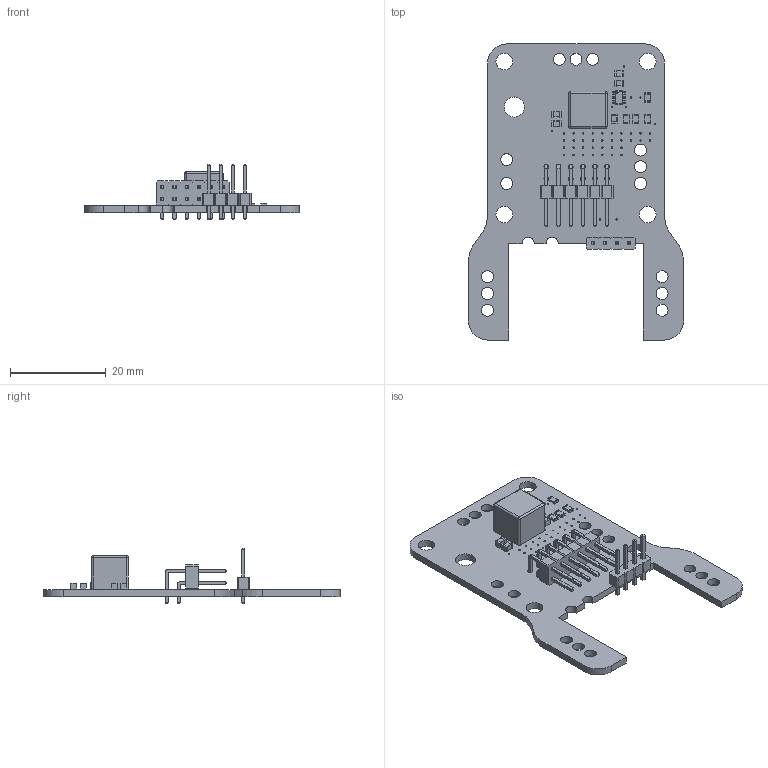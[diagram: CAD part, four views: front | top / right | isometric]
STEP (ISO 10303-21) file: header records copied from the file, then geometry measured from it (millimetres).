
FILE_DESCRIPTION(('KiCad electronic assembly'),'2;1');
FILE_NAME('PD_Board_v3.step','2025-11-02T18:51:34',('Pcbnew'),('Kicad'), 'Open CASCADE STEP processor 7.9','KiCad to STEP converter','Unknown' );
FILE_SCHEMA(('AUTOMOTIVE_DESIGN { 1 0 10303 214 1 1 1 1 }'));
Length unit declared in the file: millimetre
Products named in the file (8): PD_Board_v3 1; R_0805_2012Metric; C_0805_2012Metric; SOT-23-6; PinHeader_2x06_P2.54mm_Horizontal; L_Coilcraft_XAL7070-XXX; PinHeader_1x04_P2.54mm_Vertical; PD_Board_v3_PCB
Assembly tree (14 placements, depth 2):
  PD_Board_v3 1
    R_0805_2012Metric  x4
    C_0805_2012Metric  x5
    SOT-23-6
    PinHeader_2x06_P2.54mm_Horizontal
    L_Coilcraft_XAL7070-XXX
    PinHeader_1x04_P2.54mm_Vertical
    PD_Board_v3_PCB
Bounding box: 45 x 61.95 x 11.54 mm (x, y, z)
Volume: 3421.4 mm3; surface area: 5578.9 mm2
Topology: 14 solids, 14 shells, 886 faces, 2264 edges, 1447 vertices
Faces by surface type: plane 638, cylinder 228, bspline 16, sphere 4
Full cylindrical faces by diameter (mm): 0.3 x47, 1 x12, 2.5 x14, 3.5 x4, 4.2 x1
Entity records: 25455 total; most frequent: CARTESIAN_POINT 3674, ORIENTED_EDGE 3536, DIRECTION 3447, EDGE_CURVE 1768, LINE 1431, VECTOR 1431, VERTEX_POINT 1123, AXIS2_PLACEMENT_3D 1008
